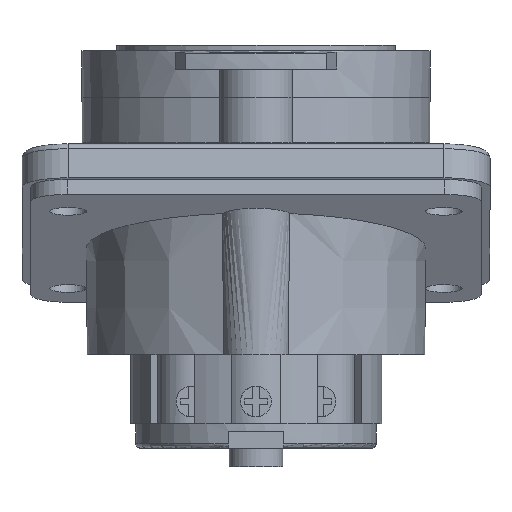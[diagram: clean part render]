
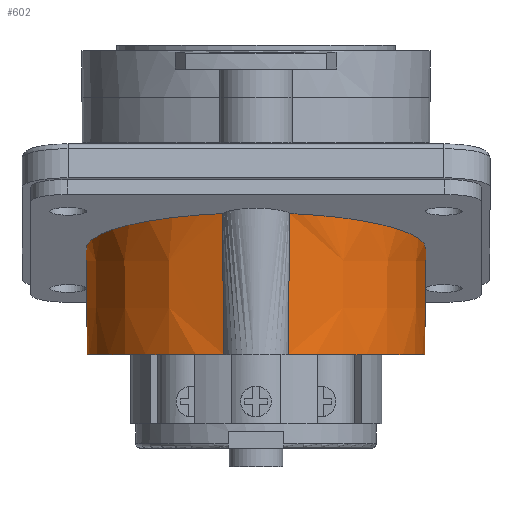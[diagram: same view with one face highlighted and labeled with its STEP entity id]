
A CAD part, front view. The second image highlights one B-rep face of the part: STEP entity #602.
In plain terms, the highlighted conical face has half-angle 0.7 degrees and reference radius 27.5 mm.
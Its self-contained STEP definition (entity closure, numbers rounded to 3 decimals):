
#12 = VERTEX_POINT ( 'NONE', #7101 ) ;
#602 = ADVANCED_FACE ( 'NONE', ( #4737 ), #1286, .T. ) ;
#823 = CARTESIAN_POINT ( 'NONE',  ( 5.499, -27.231, 22.992 ) ) ;
#1285 = CIRCLE ( 'NONE', #8037, 27.5 ) ;
#1286 = CONICAL_SURFACE ( 'NONE', #1516, 27.5, 0.012 ) ;
#1346 = VERTEX_POINT ( 'NONE', #1796 ) ;
#1503 = EDGE_CURVE ( 'NONE', #12, #3094, #1568, .T. ) ;
#1516 = AXIS2_PLACEMENT_3D ( 'NONE', #2412, #3061, #3593 ) ;
#1568 = B_SPLINE_CURVE_WITH_KNOTS ( 'NONE', 3,
 ( #823, #2641, #3738, #5575, #2033, #5123, #6223 ),
 .UNSPECIFIED., .F., .F.,
 ( 4, 3, 4 ),
 ( 0.012, 0.023, 0.035 ),
 .UNSPECIFIED. ) ;
#1713 = CARTESIAN_POINT ( 'NONE',  ( -50.559, -18.107, 21.053 ) ) ;
#1796 = CARTESIAN_POINT ( 'NONE',  ( -5.499, -27.231, 22.992 ) ) ;
#2033 = CARTESIAN_POINT ( 'NONE',  ( 5.334, -27.074, 7.772 ) ) ;
#2238 = CARTESIAN_POINT ( 'NONE',  ( 50.559, -18.107, 21.053 ) ) ;
#2267 = CARTESIAN_POINT ( 'NONE',  ( 5.25, -26.994, 0. ) ) ;
#2276 = CARTESIAN_POINT ( 'NONE',  ( 5.499, -27.231, 22.992 ) ) ;
#2321 = CARTESIAN_POINT ( 'NONE',  ( -45.974, 27.638, 11.329 ) ) ;
#2412 = CARTESIAN_POINT ( 'NONE',  ( 0., 0., 0. ) ) ;
#2591 = ORIENTED_EDGE ( 'NONE', *, *, #6676, .T. ) ;
#2641 = CARTESIAN_POINT ( 'NONE',  ( 5.459, -27.192, 19.214 ) ) ;
#2661 = EDGE_CURVE ( 'NONE', #5846, #1346, #4463, .T. ) ;
#2818 = DIRECTION ( 'NONE',  ( 0., 0., 1. ) ) ;
#3061 = DIRECTION ( 'NONE',  ( 0., 0., 1. ) ) ;
#3094 = VERTEX_POINT ( 'NONE', #2267 ) ;
#3115 = ORIENTED_EDGE ( 'NONE', *, *, #5890, .T. ) ;
#3262 = CARTESIAN_POINT ( 'NONE',  ( -5.25, -26.994, 0. ) ) ;
#3400 = EDGE_LOOP ( 'NONE', ( #3115, #7021, #2591, #4754 ) ) ;
#3415 = CARTESIAN_POINT ( 'NONE',  ( -5.496, -27.227, 22.632 ) ) ;
#3593 = DIRECTION ( 'NONE',  ( 1., 0., 0. ) ) ;
#3738 = CARTESIAN_POINT ( 'NONE',  ( 5.418, -27.153, 15.436 ) ) ;
#4063 = CARTESIAN_POINT ( 'NONE',  ( -5.25, -26.994, 0. ) ) ;
#4150 = CARTESIAN_POINT ( 'NONE',  ( 0., 27.638, 11.329 ) ) ;
#4463 = B_SPLINE_CURVE_WITH_KNOTS ( 'NONE', 3,
 ( #4063, #4601, #6540, #5290, #7153, #5852, #3415, #7037, #5370, #5932 ),
 .UNSPECIFIED., .F., .F.,
 ( 4, 3, 3, 4 ),
 ( 0., 0.011, 0.023, 0.023 ),
 .UNSPECIFIED. ) ;
#4601 = CARTESIAN_POINT ( 'NONE',  ( -5.289, -27.032, 3.629 ) ) ;
#4737 = FACE_OUTER_BOUND ( 'NONE', #3400, .T. ) ;
#4754 = ORIENTED_EDGE ( 'NONE', *, *, #2661, .T. ) ;
#4851 = CARTESIAN_POINT ( 'NONE',  ( 45.974, 27.638, 11.329 ) ) ;
#5123 = CARTESIAN_POINT ( 'NONE',  ( 5.292, -27.034, 3.886 ) ) ;
#5290 = CARTESIAN_POINT ( 'NONE',  ( -5.368, -27.107, 10.886 ) ) ;
#5370 = CARTESIAN_POINT ( 'NONE',  ( -5.498, -27.23, 22.872 ) ) ;
#5575 = CARTESIAN_POINT ( 'NONE',  ( 5.377, -27.115, 11.658 ) ) ;
#5846 = VERTEX_POINT ( 'NONE', #3262 ) ;
#5852 = CARTESIAN_POINT ( 'NONE',  ( -5.453, -27.187, 18.717 ) ) ;
#5890 = EDGE_CURVE ( 'NONE', #1346, #12, #6108, .T. ) ;
#5932 = CARTESIAN_POINT ( 'NONE',  ( -5.499, -27.231, 22.992 ) ) ;
#5934 = CARTESIAN_POINT ( 'NONE',  ( -5.499, -27.231, 22.992 ) ) ;
#6108 =( BOUNDED_CURVE ( )  B_SPLINE_CURVE ( 3, ( #5934, #1713, #2321, #4150, #4851, #2238, #2276 ),
 .UNSPECIFIED., .F., .F. ) 
 B_SPLINE_CURVE_WITH_KNOTS ( ( 4, 3, 4 ),
 ( 0.2, 3.142, 6.083 ),
 .UNSPECIFIED. ) 
 CURVE ( )  GEOMETRIC_REPRESENTATION_ITEM ( )  RATIONAL_B_SPLINE_CURVE ( ( 1., 0.4, 0.4, 1., 0.4, 0.4, 1. ) ) 
 REPRESENTATION_ITEM ( '' )  );
#6223 = CARTESIAN_POINT ( 'NONE',  ( 5.25, -26.994, 0. ) ) ;
#6510 = CARTESIAN_POINT ( 'NONE',  ( 0., 0., 0. ) ) ;
#6540 = CARTESIAN_POINT ( 'NONE',  ( -5.329, -27.069, 7.257 ) ) ;
#6676 = EDGE_CURVE ( 'NONE', #3094, #5846, #1285, .T. ) ;
#7021 = ORIENTED_EDGE ( 'NONE', *, *, #1503, .T. ) ;
#7037 = CARTESIAN_POINT ( 'NONE',  ( -5.497, -27.229, 22.752 ) ) ;
#7101 = CARTESIAN_POINT ( 'NONE',  ( 5.499, -27.231, 22.992 ) ) ;
#7153 = CARTESIAN_POINT ( 'NONE',  ( -5.411, -27.147, 14.801 ) ) ;
#7730 = DIRECTION ( 'NONE',  ( 1., 0., 0. ) ) ;
#8037 = AXIS2_PLACEMENT_3D ( 'NONE', #6510, #2818, #7730 ) ;
